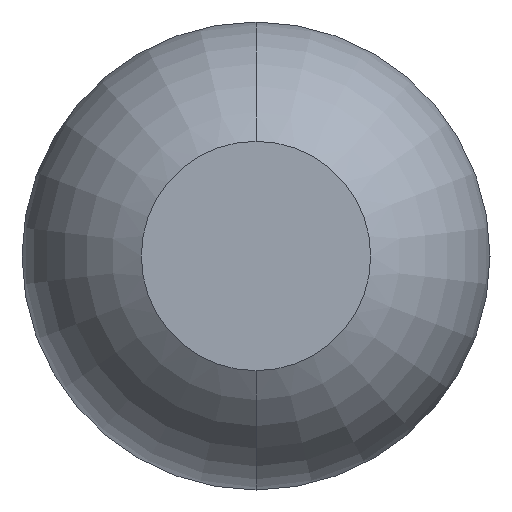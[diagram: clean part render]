
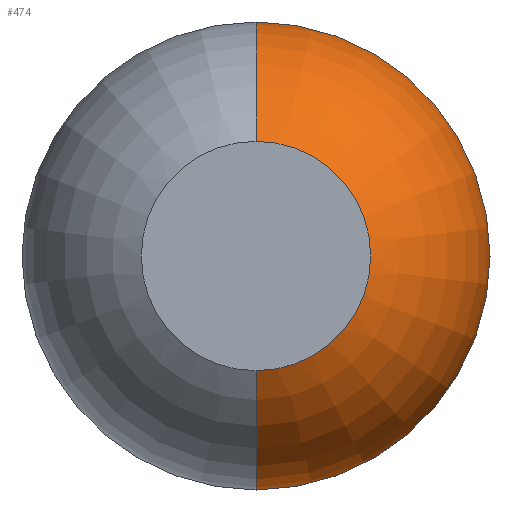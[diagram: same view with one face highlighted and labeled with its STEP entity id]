
A CAD part, front view. The second image highlights one B-rep face of the part: STEP entity #474.
In plain terms, the highlighted toroidal (fillet/blend) face has major radius 0.01 mm and minor radius 0.5 mm.
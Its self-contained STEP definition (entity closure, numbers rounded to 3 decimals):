
#114 = EDGE_CURVE ( 'Defeature ausgef�hrt1_0+Defeature ausgef�hrt1_6+Defeature ausgef�hrt1_6+Defeature ausgef�hrt1_6', #3209, #855, #301, .T. ) ;
#193 = CARTESIAN_POINT ( 'NONE',  ( 0., -25.4, -0.25 ) ) ;
#197 = TOROIDAL_SURFACE ( 'NONE', #1702, 0.01, 0.5 ) ;
#301 = CIRCLE ( 'NONE', #3506, 0.51 ) ;
#428 = CARTESIAN_POINT ( 'NONE',  ( 0., -24.961, -0.01 ) ) ;
#474 = ADVANCED_FACE ( 'Defeature ausgef�hrt1_0', ( #1364 ), #197, .T. ) ;
#640 = CARTESIAN_POINT ( 'NONE',  ( 0., -24.961, 0. ) ) ;
#658 = CARTESIAN_POINT ( 'NONE',  ( 0., -25.4, 0. ) ) ;
#785 = CARTESIAN_POINT ( 'NONE',  ( 0., -25.4, 0.25 ) ) ;
#822 = CIRCLE ( 'NONE', #2582, 0.5 ) ;
#855 = VERTEX_POINT ( 'NONE', #1049 ) ;
#905 = EDGE_CURVE ( 'NONE', #3209, #3048, #822, .T. ) ;
#913 = ORIENTED_EDGE ( 'NONE', *, *, #905, .F. ) ;
#955 = CARTESIAN_POINT ( 'NONE',  ( 0., -24.961, -0.51 ) ) ;
#1049 = CARTESIAN_POINT ( 'NONE',  ( 0., -24.961, 0.51 ) ) ;
#1249 = DIRECTION ( 'NONE',  ( 0., 0., -1. ) ) ;
#1364 = FACE_OUTER_BOUND ( 'NONE', #1543, .T. ) ;
#1541 = EDGE_CURVE ( 'Defeature ausgef�hrt1_0+Defeature ausgef�hrt1_12+Defeature ausgef�hrt1_12+Defeature ausgef�hrt1_12', #2163, #3048, #1670, .T. ) ;
#1543 = EDGE_LOOP ( 'NONE', ( #3400, #2831, #3744, #913 ) ) ;
#1604 = DIRECTION ( 'NONE',  ( 0., 0., -1. ) ) ;
#1670 = CIRCLE ( 'NONE', #3777, 0.25 ) ;
#1671 = CARTESIAN_POINT ( 'NONE',  ( 0., -24.961, 0.01 ) ) ;
#1702 = AXIS2_PLACEMENT_3D ( 'NONE', #640, #3529, #1604 ) ;
#2163 = VERTEX_POINT ( 'NONE', #785 ) ;
#2413 = AXIS2_PLACEMENT_3D ( 'NONE', #1671, #3576, #3618 ) ;
#2582 = AXIS2_PLACEMENT_3D ( 'NONE', #428, #2693, #3295 ) ;
#2693 = DIRECTION ( 'NONE',  ( -1., 0., 0. ) ) ;
#2831 = ORIENTED_EDGE ( 'NONE', *, *, #2908, .T. ) ;
#2894 = DIRECTION ( 'NONE',  ( 0., 1., 0. ) ) ;
#2908 = EDGE_CURVE ( 'NONE', #855, #2163, #3267, .T. ) ;
#3048 = VERTEX_POINT ( 'NONE', #193 ) ;
#3209 = VERTEX_POINT ( 'NONE', #955 ) ;
#3210 = DIRECTION ( 'NONE',  ( 0., 0., 1. ) ) ;
#3267 = CIRCLE ( 'NONE', #2413, 0.5 ) ;
#3295 = DIRECTION ( 'NONE',  ( 0., 0., 1. ) ) ;
#3400 = ORIENTED_EDGE ( 'NONE', *, *, #114, .T. ) ;
#3438 = CARTESIAN_POINT ( 'NONE',  ( 0., -24.961, 0. ) ) ;
#3506 = AXIS2_PLACEMENT_3D ( 'NONE', #3438, #4076, #1249 ) ;
#3529 = DIRECTION ( 'NONE',  ( 0., -1., 0. ) ) ;
#3576 = DIRECTION ( 'NONE',  ( 1., 0., 0. ) ) ;
#3618 = DIRECTION ( 'NONE',  ( 0., 0., -1. ) ) ;
#3744 = ORIENTED_EDGE ( 'NONE', *, *, #1541, .T. ) ;
#3777 = AXIS2_PLACEMENT_3D ( 'NONE', #658, #2894, #3210 ) ;
#4076 = DIRECTION ( 'NONE',  ( 0., -1., 0. ) ) ;
